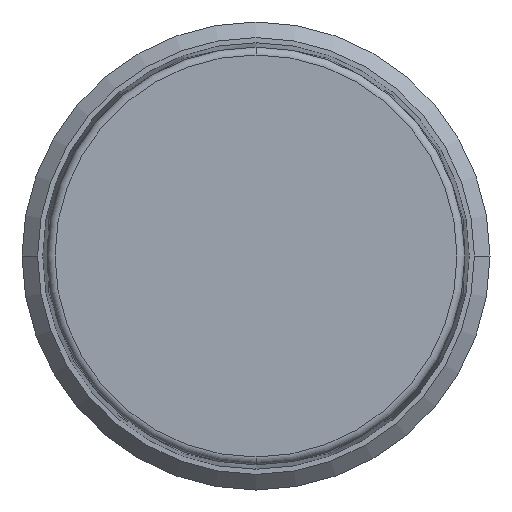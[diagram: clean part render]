
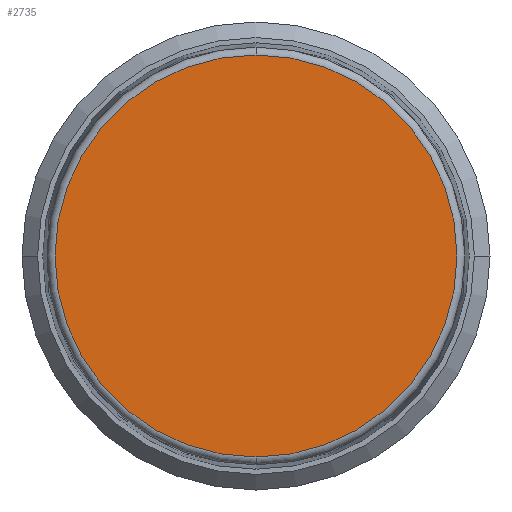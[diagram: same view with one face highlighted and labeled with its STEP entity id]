
A CAD part, front view. The second image highlights one B-rep face of the part: STEP entity #2735.
In plain terms, the highlighted planar face has unit normal (0, -1, 0).
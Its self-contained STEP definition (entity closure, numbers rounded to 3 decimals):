
#905=CARTESIAN_POINT('',(0.,-10.,0.));
#906=DIRECTION('',(0.,-1.,0.));
#907=DIRECTION('',(0.,0.,-1.));
#908=AXIS2_PLACEMENT_3D('',#905,#906,#907);
#915=CARTESIAN_POINT('',(0.,-10.,0.));
#916=DIRECTION('',(0.,-1.,0.));
#917=DIRECTION('',(0.,0.,1.));
#918=AXIS2_PLACEMENT_3D('',#915,#916,#917);
#950=CARTESIAN_POINT('',(0.,-10.,-7.731));
#952=VERTEX_POINT('',#950);
#954=CARTESIAN_POINT('',(0.,-10.,7.731));
#956=VERTEX_POINT('',#954);
#2725=CARTESIAN_POINT('',(0.,-10.,0.));
#2726=DIRECTION('',(0.,1.,0.));
#2727=DIRECTION('',(1.,0.,0.));
#2728=AXIS2_PLACEMENT_3D('',#2725,#2726,#2727);
#2729=PLANE('',#2728);
#2731=ORIENTED_EDGE('',*,*,#2730,.F.);
#2732=ORIENTED_EDGE('',*,*,#2708,.F.);
#2733=EDGE_LOOP('',(#2731,#2732));
#2734=FACE_OUTER_BOUND('',#2733,.F.);
#2735=ADVANCED_FACE('',(#2734),#2729,.F.);
#909=CIRCLE('',#908,7.731);
#919=CIRCLE('',#918,7.731);
#2708=EDGE_CURVE('',#952,#956,#909,.T.);
#2730=EDGE_CURVE('',#956,#952,#919,.T.);
